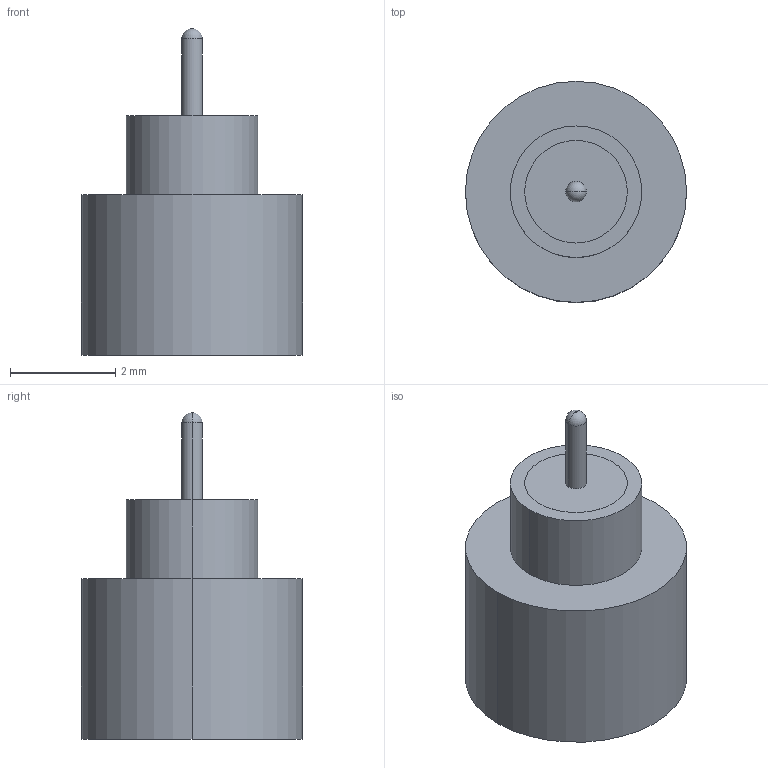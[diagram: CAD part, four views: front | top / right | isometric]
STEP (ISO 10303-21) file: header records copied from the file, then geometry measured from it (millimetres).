
FILE_DESCRIPTION (( 'STEP AP203' ), '1' );
FILE_NAME ('17.STEP', '2020-03-05T00:48:39', ( '' ), ( '' ), 'SwSTEP 2.0', 'SolidWorks 2017', '' );
FILE_SCHEMA (( 'CONFIG_CONTROL_DESIGN' ));
Length unit declared in the file: millimetre
Products named in the file (1): 17
Bounding box: 4.2 x 4.2 x 6.2 mm (x, y, z)
Volume: 26.5 mm3; surface area: 109.2 mm2
Topology: 1 solids, 1 shells, 36 faces, 70 edges, 42 vertices
Faces by surface type: cylinder 18, plane 8, cone 6, torus 4
Entity records: 1005 total; most frequent: DIRECTION 190, CARTESIAN_POINT 149, ORIENTED_EDGE 140, AXIS2_PLACEMENT_3D 83, EDGE_CURVE 70, CIRCLE 46, EDGE_LOOP 42, VERTEX_POINT 42
